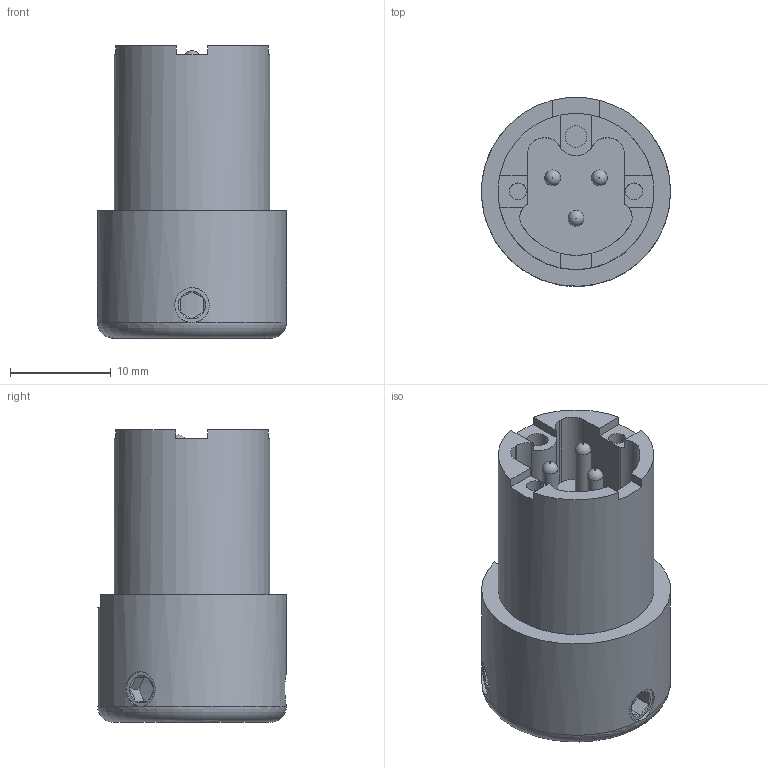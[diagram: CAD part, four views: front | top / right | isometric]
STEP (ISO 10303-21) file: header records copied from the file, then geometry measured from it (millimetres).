
FILE_DESCRIPTION(/* description */ ('Alibre Inc.'),/* implementation_level */ '2;1');
FILE_NAME(/* name */ 'export0',/* time_stamp */ '2014-08-12T08:16:08-07:00',/* author */ (''),/* organization */ (''),/* preprocessor_version */ 'ST-DEVELOPER v14',/* originating_system */ 'Alibre',/* authorisation */ '');
FILE_SCHEMA (('CONFIG_CONTROL_DESIGN'));
Length unit declared in the file: centimetre
Products named in the file (1): ID_1
Bounding box: 18.79 x 18.76 x 29.08 mm (x, y, z)
Volume: 5698.3 mm3; surface area: 2667.7 mm2
Topology: 1 solids, 1 shells, 135 faces, 326 edges, 204 vertices
Faces by surface type: plane 69, cylinder 35, cone 27, torus 4
Full cylindrical faces by diameter (mm): 1.575 x3, 1.694 x2, 2.156 x1, 2.946 x3, 3.454 x3, 15.494 x1, 18.796 x1
Entity records: 3880 total; most frequent: CARTESIAN_POINT 1108, ORIENTED_EDGE 562, DIRECTION 493, EDGE_CURVE 281, AXIS2_PLACEMENT_3D 223, VERTEX_POINT 185, EDGE_LOOP 166, FACE_BOUND 166
